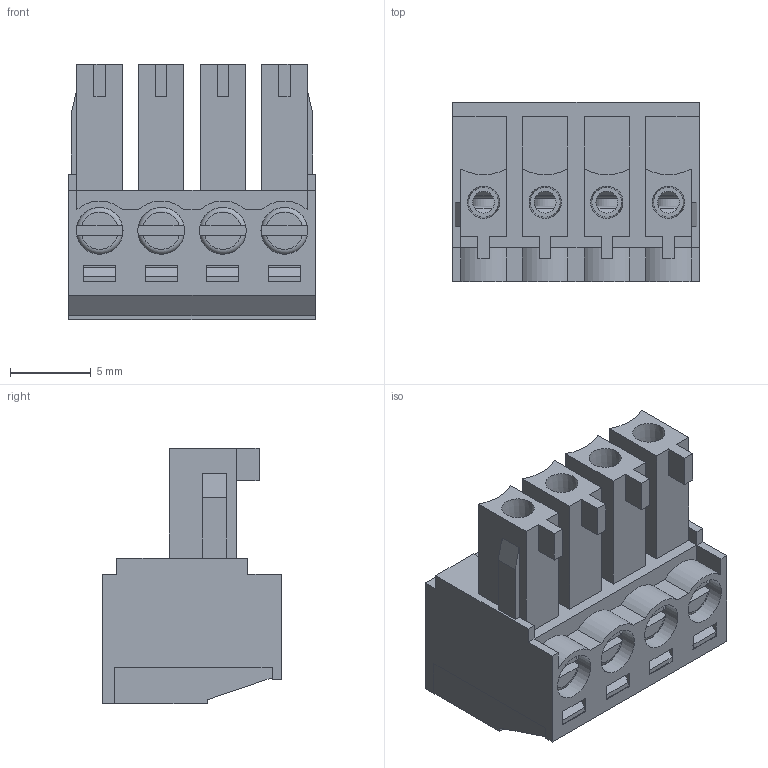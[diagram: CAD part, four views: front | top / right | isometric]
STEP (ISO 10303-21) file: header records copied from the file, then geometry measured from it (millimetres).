
FILE_DESCRIPTION( ( 'Unknown' ), '1' );
FILE_NAME( '691361300004.stp', 'Unknown', ( 'Unknown' ), ( 'Unknown' ), 'PSStep 14.0', 'Unknown', ' ' );
FILE_SCHEMA( ( 'AUTOMOTIVE_DESIGN { 1 0 10303 214 1 1 1 1 }' ) );
Length unit declared in the file: millimetre
Products named in the file (6): Assem1; 6913613000xx_PIN; 6913613000xx_VISSE; 6913613000xx_CAGE; 691361300004; 691361300004_CAPOT
Assembly tree (14 placements, depth 2):
  Assem1
    6913613000xx_PIN  x4
    6913613000xx_VISSE  x4
    6913613000xx_CAGE  x4
    691361300004
    691361300004_CAPOT
Bounding box: 15.24 x 11.1 x 15.8 mm (x, y, z)
Volume: 1123.5 mm3; surface area: 3718.2 mm2
Topology: 14 solids, 14 shells, 622 faces, 1645 edges, 1073 vertices
Faces by surface type: plane 490, cylinder 112, torus 12, cone 8
Full cylindrical faces by diameter (mm): 1.35 x4, 1.9 x8, 2 x4, 2.9 x8
Entity records: 15220 total; most frequent: CARTESIAN_POINT 2140, ORIENTED_EDGE 2032, DIRECTION 1920, EDGE_CURVE 1016, LINE 908, VECTOR 908, VERTEX_POINT 678, AXIS2_PLACEMENT_3D 506
